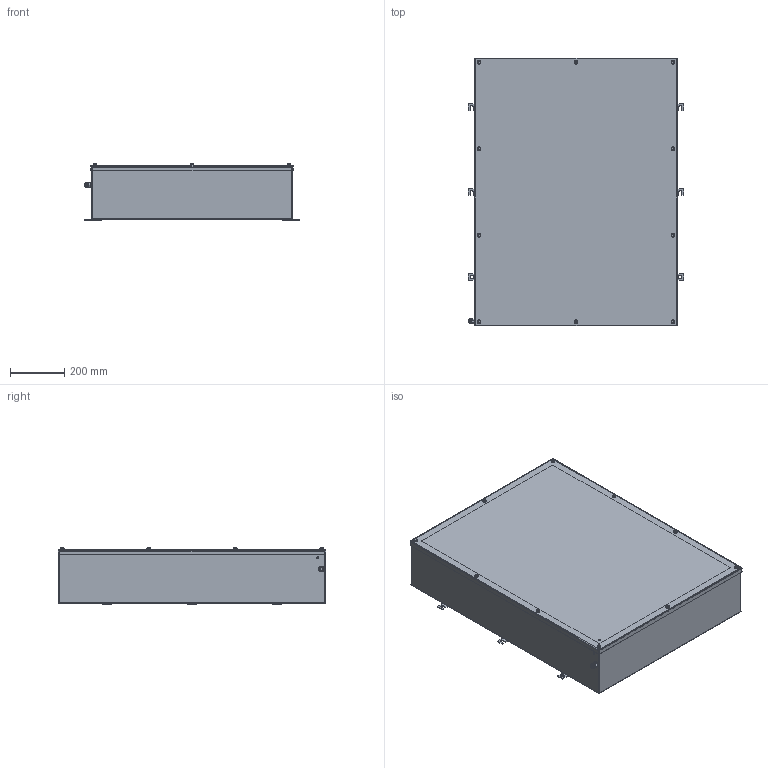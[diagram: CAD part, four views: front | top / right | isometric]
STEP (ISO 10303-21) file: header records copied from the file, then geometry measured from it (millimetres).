
FILE_DESCRIPTION(('CATIA V5 STEP Exchange','CAx-IF Rec.Pracs.--- Model Styling and Organization---1.4--- 2014-01-23'),'2;1');
FILE_NAME ('008709-4_2', '2019-09-25T11:53:53+00:00', ('none'), ('Weidmueller'), 'CATIA Version 5-6 Release 2016 SP3 HF44', 'CATIA V5 STEP AP214', 'none');
FILE_SCHEMA(('AUTOMOTIVE_DESIGN { 1 0 10303 214 1 1 1 1 }'));
Length unit declared in the file: millimetre
Products named in the file (1): Product5_AllCATPart
Bounding box: 791 x 985 x 208.5 mm (x, y, z)
Volume: 3708732.1 mm3; surface area: 4779800.9 mm2
Topology: 67 solids, 67 shells, 1443 faces, 3370 edges, 2077 vertices
Faces by surface type: cylinder 546, plane 491, cone 326, torus 64, sphere 16
Entity records: 38855 total; most frequent: CARTESIAN_POINT 8267, ORIENTED_EDGE 6632, DIRECTION 5071, EDGE_CURVE 3316, AXIS2_PLACEMENT_3D 2478, VERTEX_POINT 2077, EDGE_LOOP 1613, VECTOR 1562
